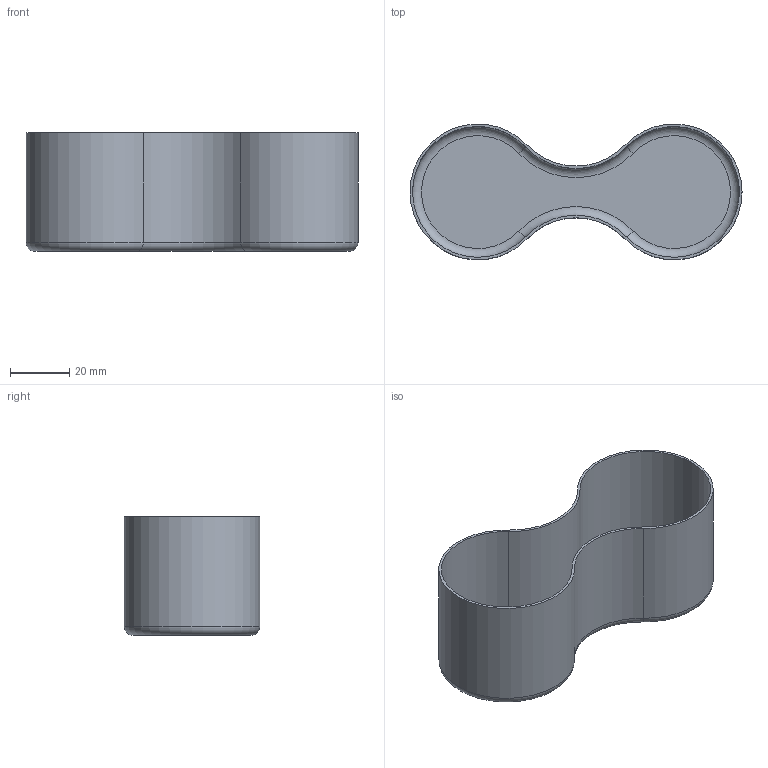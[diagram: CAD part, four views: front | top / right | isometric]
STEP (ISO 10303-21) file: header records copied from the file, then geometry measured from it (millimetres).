
FILE_DESCRIPTION(/* description */ (''),/* implementation_level */ '2;1');
FILE_NAME(/* name */ 'eyepiece_cover v2.step',/* time_stamp */ '2025-06-10T20:39:10+02:00',/* author */ (''),/* organization */ (''),/* preprocessor_version */ 'ST-DEVELOPER v20.1',/* originating_system */ 'Autodesk Translation Framework v14.10.0.0',/* authorisation */ '');
FILE_SCHEMA (('AUTOMOTIVE_DESIGN { 1 0 10303 214 3 1 1 }'));
Length unit declared in the file: millimetre
Products named in the file (1): eyepiece_cover
Bounding box: 111.72 x 45.68 x 40 mm (x, y, z)
Volume: 13235.8 mm3; surface area: 29637.6 mm2
Topology: 1 solids, 1 shells, 225 faces, 622 edges, 412 vertices
Faces by surface type: bspline 188, plane 21, torus 8, cylinder 8
Entity records: 7641 total; most frequent: CARTESIAN_POINT 3704, ORIENTED_EDGE 1244, EDGE_CURVE 622, VERTEX_POINT 412, DIRECTION 354, EDGE_LOOP 238, FACE_OUTER_BOUND 225, ADVANCED_FACE 225
